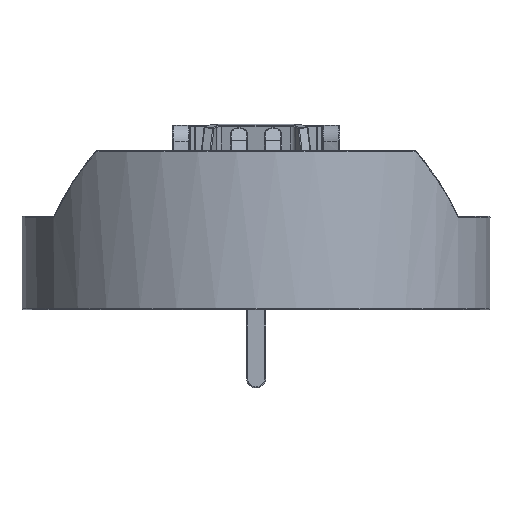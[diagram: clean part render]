
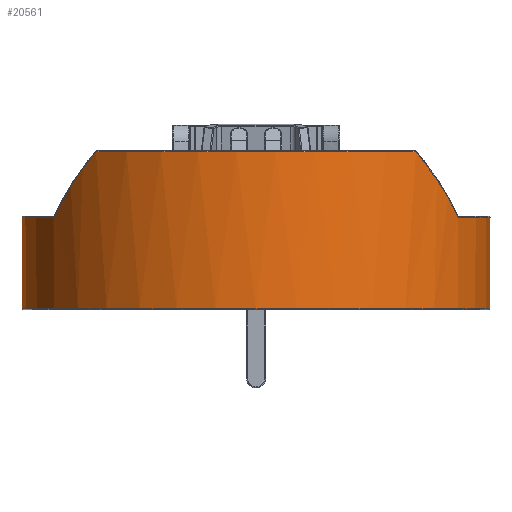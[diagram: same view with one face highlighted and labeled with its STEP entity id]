
A CAD part, left-side view. The second image highlights one B-rep face of the part: STEP entity #20561.
In plain terms, the highlighted cylindrical face has radius 11.05 mm (diameter 22.1 mm), a partial arc.
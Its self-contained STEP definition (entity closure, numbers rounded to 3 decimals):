
#321=ELLIPSE('',#21644,17.554,11.05);
#324=ELLIPSE('',#21701,17.554,11.05);
#328=ELLIPSE('',#21713,17.554,11.05);
#338=ELLIPSE('',#21833,17.554,11.05);
#1069=LINE('',#39310,#2142);
#1070=LINE('',#39314,#2143);
#2142=VECTOR('',#26408,10.);
#2143=VECTOR('',#26415,10.);
#2991=CYLINDRICAL_SURFACE('',#22419,11.05);
#3996=FACE_OUTER_BOUND('',#5316,.T.);
#5316=EDGE_LOOP('',(#15300,#15301,#15302,#15303,#15304,#15305,#15306,#15307,
#15308,#15309,#15310,#15311,#15312,#15313));
#6193=CIRCLE('',#21635,11.05);
#6229=CIRCLE('',#21696,11.05);
#6236=CIRCLE('',#21710,11.05);
#6321=CIRCLE('',#21870,11.05);
#6324=CIRCLE('',#21884,11.05);
#6578=CIRCLE('',#22342,11.05);
#7563=B_SPLINE_CURVE_WITH_KNOTS('',3,(#37017,#37018,#37019,#37020),
 .UNSPECIFIED.,.F.,.F.,(4,4),(-0.01,0.),
 .UNSPECIFIED.);
#7576=B_SPLINE_CURVE_WITH_KNOTS('',3,(#37724,#37725,#37726,#37727),
 .UNSPECIFIED.,.F.,.F.,(4,4),(-0.01,0.),.UNSPECIFIED.);
#8196=VERTEX_POINT('',#36537);
#8205=VERTEX_POINT('',#36639);
#8214=VERTEX_POINT('',#36745);
#8216=VERTEX_POINT('',#36780);
#8234=VERTEX_POINT('',#36975);
#8235=VERTEX_POINT('',#36979);
#8238=VERTEX_POINT('',#37015);
#8239=VERTEX_POINT('',#37016);
#8321=VERTEX_POINT('',#37723);
#8322=VERTEX_POINT('',#37753);
#8336=VERTEX_POINT('',#37964);
#8339=VERTEX_POINT('',#38014);
#8571=VERTEX_POINT('',#39298);
#8572=VERTEX_POINT('',#39303);
#10116=EDGE_CURVE('',#8196,#8205,#6193,.T.);
#10134=EDGE_CURVE('',#8216,#8214,#321,.T.);
#10179=EDGE_CURVE('',#8235,#8234,#6229,.T.);
#10183=EDGE_CURVE('',#8238,#8239,#7563,.T.);
#10187=EDGE_CURVE('',#8239,#8235,#324,.T.);
#10196=EDGE_CURVE('',#8214,#8238,#6236,.T.);
#10199=EDGE_CURVE('',#8234,#8196,#328,.T.);
#10337=EDGE_CURVE('',#8205,#8321,#7576,.T.);
#10341=EDGE_CURVE('',#8321,#8322,#338,.T.);
#10380=EDGE_CURVE('',#8339,#8216,#6321,.T.);
#10394=EDGE_CURVE('',#8322,#8336,#6324,.T.);
#10822=EDGE_CURVE('',#8571,#8572,#6578,.T.);
#10823=EDGE_CURVE('',#8572,#8339,#1069,.T.);
#10824=EDGE_CURVE('',#8336,#8571,#1070,.T.);
#15300=ORIENTED_EDGE('',*,*,#10134,.F.);
#15301=ORIENTED_EDGE('',*,*,#10380,.F.);
#15302=ORIENTED_EDGE('',*,*,#10823,.F.);
#15303=ORIENTED_EDGE('',*,*,#10822,.F.);
#15304=ORIENTED_EDGE('',*,*,#10824,.F.);
#15305=ORIENTED_EDGE('',*,*,#10394,.F.);
#15306=ORIENTED_EDGE('',*,*,#10341,.F.);
#15307=ORIENTED_EDGE('',*,*,#10337,.F.);
#15308=ORIENTED_EDGE('',*,*,#10116,.F.);
#15309=ORIENTED_EDGE('',*,*,#10199,.F.);
#15310=ORIENTED_EDGE('',*,*,#10179,.F.);
#15311=ORIENTED_EDGE('',*,*,#10187,.F.);
#15312=ORIENTED_EDGE('',*,*,#10183,.F.);
#15313=ORIENTED_EDGE('',*,*,#10196,.F.);
#20561=ADVANCED_FACE('',(#3996),#2991,.T.);
#21635=AXIS2_PLACEMENT_3D('',#36640,#24751,#24752);
#21644=AXIS2_PLACEMENT_3D('',#36782,#24771,#24772);
#21696=AXIS2_PLACEMENT_3D('',#36986,#24882,#24883);
#21701=AXIS2_PLACEMENT_3D('',#37053,#24894,#24895);
#21710=AXIS2_PLACEMENT_3D('',#37110,#24914,#24915);
#21713=AXIS2_PLACEMENT_3D('',#37137,#24920,#24921);
#21833=AXIS2_PLACEMENT_3D('',#37757,#25218,#25219);
#21870=AXIS2_PLACEMENT_3D('',#38045,#25301,#25302);
#21884=AXIS2_PLACEMENT_3D('',#38077,#25340,#25341);
#22342=AXIS2_PLACEMENT_3D('',#39308,#26404,#26405);
#22419=AXIS2_PLACEMENT_3D('',#39518,#26622,#26623);
#24751=DIRECTION('center_axis',(0.,0.,1.));
#24752=DIRECTION('ref_axis',(1.,0.,0.));
#24771=DIRECTION('center_axis',(-0.777,0.,0.629));
#24772=DIRECTION('ref_axis',(0.629,0.,0.777));
#24882=DIRECTION('center_axis',(0.,0.,1.));
#24883=DIRECTION('ref_axis',(-1.,0.,0.));
#24894=DIRECTION('center_axis',(0.777,0.,0.629));
#24895=DIRECTION('ref_axis',(-0.629,0.,0.777));
#24914=DIRECTION('center_axis',(0.,0.,1.));
#24915=DIRECTION('ref_axis',(0.005,1.,0.));
#24920=DIRECTION('center_axis',(0.777,0.,0.629));
#24921=DIRECTION('ref_axis',(-0.629,0.,0.777));
#25218=DIRECTION('center_axis',(-0.777,0.,0.629));
#25219=DIRECTION('ref_axis',(0.629,0.,0.777));
#25301=DIRECTION('center_axis',(0.,0.,1.));
#25302=DIRECTION('ref_axis',(0.845,0.535,0.));
#25340=DIRECTION('center_axis',(0.,0.,1.));
#25341=DIRECTION('ref_axis',(0.845,-0.535,0.));
#26404=DIRECTION('center_axis',(0.,0.,-1.));
#26405=DIRECTION('ref_axis',(-1.,0.,0.));
#26408=DIRECTION('',(0.,0.,1.));
#26415=DIRECTION('',(0.,0.,-1.));
#26622=DIRECTION('center_axis',(0.,0.,1.));
#26623=DIRECTION('ref_axis',(-1.,0.,0.));
#36537=CARTESIAN_POINT('',(-18.239,-9.556,4.35));
#36639=CARTESIAN_POINT('',(-7.189,-9.583,4.35));
#36640=CARTESIAN_POINT('Origin',(-12.69,0.,4.35));
#36745=CARTESIAN_POINT('',(-7.141,9.556,4.35));
#36780=CARTESIAN_POINT('',(-4.63,7.559,7.45));
#36782=CARTESIAN_POINT('Origin',(-12.69,0.,-2.5));
#36975=CARTESIAN_POINT('',(-20.75,-7.559,7.45));
#36979=CARTESIAN_POINT('',(-20.75,7.559,7.45));
#36986=CARTESIAN_POINT('Origin',(-12.69,0.,7.45));
#37015=CARTESIAN_POINT('',(-18.191,9.583,4.35));
#37016=CARTESIAN_POINT('',(-18.269,9.538,4.387));
#37017=CARTESIAN_POINT('Ctrl Pts',(-18.191,9.583,4.35));
#37018=CARTESIAN_POINT('Ctrl Pts',(-18.22,9.567,4.35));
#37019=CARTESIAN_POINT('Ctrl Pts',(-18.249,9.55,4.363));
#37020=CARTESIAN_POINT('Ctrl Pts',(-18.269,9.538,4.387));
#37053=CARTESIAN_POINT('Origin',(-12.69,0.,-2.5));
#37110=CARTESIAN_POINT('Origin',(-12.69,0.,4.35));
#37137=CARTESIAN_POINT('Origin',(-12.69,0.,-2.5));
#37723=CARTESIAN_POINT('',(-7.111,-9.538,4.387));
#37724=CARTESIAN_POINT('Ctrl Pts',(-7.189,-9.583,4.35));
#37725=CARTESIAN_POINT('Ctrl Pts',(-7.16,-9.567,
4.35));
#37726=CARTESIAN_POINT('Ctrl Pts',(-7.131,-9.55,
4.363));
#37727=CARTESIAN_POINT('Ctrl Pts',(-7.111,-9.538,
4.387));
#37753=CARTESIAN_POINT('',(-4.63,-7.559,7.45));
#37757=CARTESIAN_POINT('Origin',(-12.69,0.,-2.5));
#37964=CARTESIAN_POINT('',(-2.382,-3.982,7.45));
#38014=CARTESIAN_POINT('',(-2.382,3.982,7.45));
#38045=CARTESIAN_POINT('Origin',(-12.69,0.,7.45));
#38077=CARTESIAN_POINT('Origin',(-12.69,0.,7.45));
#39298=CARTESIAN_POINT('',(-2.382,-3.982,0.05));
#39303=CARTESIAN_POINT('',(-2.382,3.982,0.05));
#39308=CARTESIAN_POINT('Origin',(-12.69,0.,0.05));
#39310=CARTESIAN_POINT('',(-2.382,3.982,0.));
#39314=CARTESIAN_POINT('',(-2.382,-3.982,0.));
#39518=CARTESIAN_POINT('Origin',(-12.69,0.,0.));
